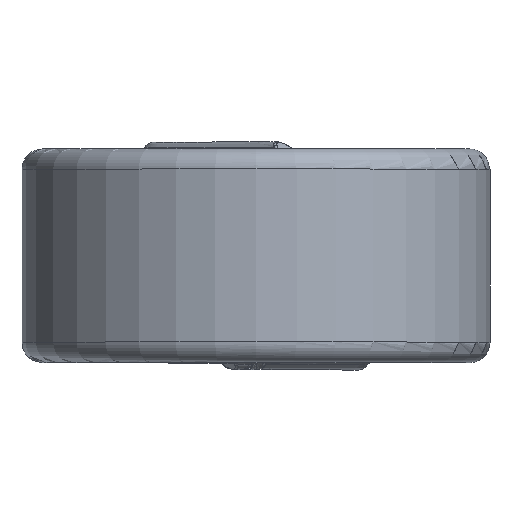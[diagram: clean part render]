
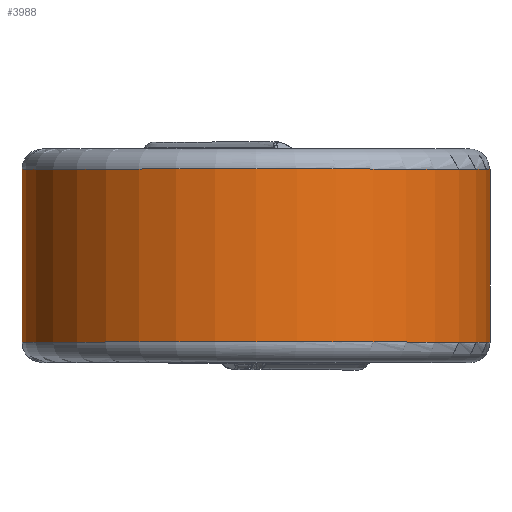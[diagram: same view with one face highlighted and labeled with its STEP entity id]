
A CAD part, top view. The second image highlights one B-rep face of the part: STEP entity #3988.
In plain terms, the highlighted cylindrical face has radius 11.5 mm (diameter 23 mm), a full revolution.
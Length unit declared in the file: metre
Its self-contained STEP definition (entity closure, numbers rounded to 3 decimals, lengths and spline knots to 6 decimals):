
#43=CYLINDRICAL_SURFACE('',#4151,0.0115);
#77=CIRCLE('',#4146,0.0115);
#79=CIRCLE('',#4149,0.0115);
#1150=ORIENTED_EDGE('',*,*,#1739,.T.);
#1151=ORIENTED_EDGE('',*,*,#1737,.F.);
#1737=EDGE_CURVE('',#2048,#2048,#77,.T.);
#1739=EDGE_CURVE('',#2049,#2049,#79,.T.);
#2048=VERTEX_POINT('',#6944);
#2049=VERTEX_POINT('',#6948);
#2418=EDGE_LOOP('',(#1150));
#2419=EDGE_LOOP('',(#1151));
#2604=FACE_BOUND('',#2418,.T.);
#2605=FACE_BOUND('',#2419,.T.);
#3988=ADVANCED_FACE('',(#2604,#2605),#43,.T.);
#4146=AXIS2_PLACEMENT_3D('',#6943,#4611,#4612);
#4149=AXIS2_PLACEMENT_3D('',#6947,#4617,#4618);
#4151=AXIS2_PLACEMENT_3D('',#6950,#4621,#4622);
#4611=DIRECTION('',(0.,1.,0.));
#4612=DIRECTION('',(0.,0.,1.));
#4617=DIRECTION('',(0.,1.,0.));
#4618=DIRECTION('',(0.,0.,1.));
#4621=DIRECTION('',(0.,1.,0.));
#4622=DIRECTION('',(0.,0.,1.));
#6943=CARTESIAN_POINT('',(0.,0.00425,0.));
#6944=CARTESIAN_POINT('',(0.,0.00425,0.0115));
#6947=CARTESIAN_POINT('',(0.,-0.00425,0.));
#6948=CARTESIAN_POINT('',(0.,-0.00425,0.0115));
#6950=CARTESIAN_POINT('',(0.,-0.00525,0.));
